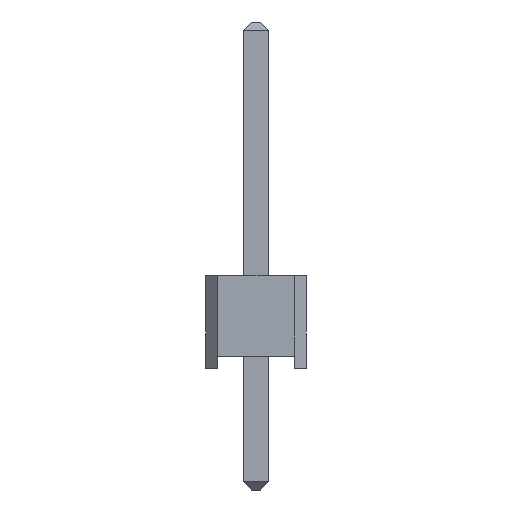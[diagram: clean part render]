
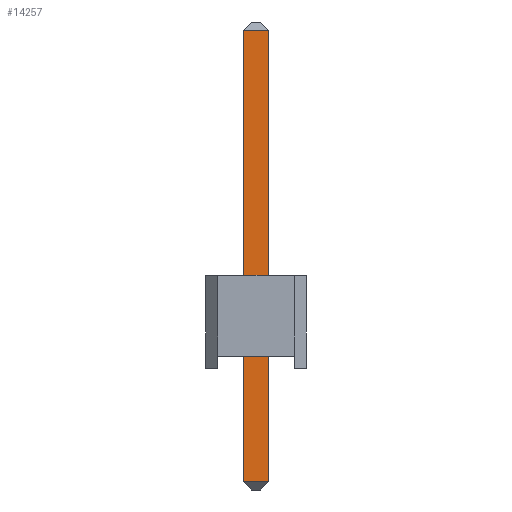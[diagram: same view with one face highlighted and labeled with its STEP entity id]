
A CAD part, left-side view. The second image highlights one B-rep face of the part: STEP entity #14257.
In plain terms, the highlighted planar face has unit normal (-1, 0, 0).
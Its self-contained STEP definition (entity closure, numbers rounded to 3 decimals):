
#13904 = PLANE('',#13905);
#13905 = AXIS2_PLACEMENT_3D('',#13906,#13907,#13908);
#13906 = CARTESIAN_POINT('',(-0.32,0.32,-3.));
#13907 = DIRECTION('',(-0.,1.,0.));
#13908 = DIRECTION('',(0.,0.,1.));
#13929 = VERTEX_POINT('',#13930);
#13930 = CARTESIAN_POINT('',(-0.32,0.32,-2.8));
#13956 = EDGE_CURVE('',#13929,#13957,#13959,.T.);
#13957 = VERTEX_POINT('',#13958);
#13958 = CARTESIAN_POINT('',(-0.32,0.32,8.34));
#13959 = SURFACE_CURVE('',#13960,(#13964,#13971),.PCURVE_S1.);
#13960 = LINE('',#13961,#13962);
#13961 = CARTESIAN_POINT('',(-0.32,0.32,-3.));
#13962 = VECTOR('',#13963,1.);
#13963 = DIRECTION('',(0.,-0.,1.));
#13964 = PCURVE('',#13904,#13965);
#13965 = DEFINITIONAL_REPRESENTATION('',(#13966),#13970);
#13966 = LINE('',#13967,#13968);
#13967 = CARTESIAN_POINT('',(0.,0.));
#13968 = VECTOR('',#13969,1.);
#13969 = DIRECTION('',(1.,0.));
#13970 = ( GEOMETRIC_REPRESENTATION_CONTEXT(2) 
PARAMETRIC_REPRESENTATION_CONTEXT() REPRESENTATION_CONTEXT('2D SPACE',''
  ) );
#13971 = PCURVE('',#13972,#13977);
#13972 = PLANE('',#13973);
#13973 = AXIS2_PLACEMENT_3D('',#13974,#13975,#13976);
#13974 = CARTESIAN_POINT('',(-0.32,-0.32,-3.));
#13975 = DIRECTION('',(-1.,0.,0.));
#13976 = DIRECTION('',(0.,0.,1.));
#13977 = DEFINITIONAL_REPRESENTATION('',(#13978),#13982);
#13978 = LINE('',#13979,#13980);
#13979 = CARTESIAN_POINT('',(0.,0.64));
#13980 = VECTOR('',#13981,1.);
#13981 = DIRECTION('',(1.,0.));
#13982 = ( GEOMETRIC_REPRESENTATION_CONTEXT(2) 
PARAMETRIC_REPRESENTATION_CONTEXT() REPRESENTATION_CONTEXT('2D SPACE',''
  ) );
#14084 = PLANE('',#14085);
#14085 = AXIS2_PLACEMENT_3D('',#14086,#14087,#14088);
#14086 = CARTESIAN_POINT('',(-0.22,-0.32,-2.9));
#14087 = DIRECTION('',(0.707,0.,0.707));
#14088 = DIRECTION('',(0.707,0.,-0.707));
#14117 = PLANE('',#14118);
#14118 = AXIS2_PLACEMENT_3D('',#14119,#14120,#14121);
#14119 = CARTESIAN_POINT('',(0.32,-0.32,-3.));
#14120 = DIRECTION('',(0.,-1.,0.));
#14121 = DIRECTION('',(0.,-0.,-1.));
#14197 = PLANE('',#14198);
#14198 = AXIS2_PLACEMENT_3D('',#14199,#14200,#14201);
#14199 = CARTESIAN_POINT('',(-0.22,-0.32,8.44));
#14200 = DIRECTION('',(-0.707,0.,0.707));
#14201 = DIRECTION('',(0.707,0.,0.707));
#14257 = ADVANCED_FACE('',(#14258),#13972,.T.);
#14258 = FACE_BOUND('',#14259,.T.);
#14259 = EDGE_LOOP('',(#14260,#14261,#14284,#14307));
#14260 = ORIENTED_EDGE('',*,*,#13956,.F.);
#14261 = ORIENTED_EDGE('',*,*,#14262,.T.);
#14262 = EDGE_CURVE('',#13929,#14263,#14265,.T.);
#14263 = VERTEX_POINT('',#14264);
#14264 = CARTESIAN_POINT('',(-0.32,-0.32,-2.8));
#14265 = SURFACE_CURVE('',#14266,(#14270,#14277),.PCURVE_S1.);
#14266 = LINE('',#14267,#14268);
#14267 = CARTESIAN_POINT('',(-0.32,-0.32,-2.8));
#14268 = VECTOR('',#14269,1.);
#14269 = DIRECTION('',(-0.,-1.,0.));
#14270 = PCURVE('',#13972,#14271);
#14271 = DEFINITIONAL_REPRESENTATION('',(#14272),#14276);
#14272 = LINE('',#14273,#14274);
#14273 = CARTESIAN_POINT('',(0.2,0.));
#14274 = VECTOR('',#14275,1.);
#14275 = DIRECTION('',(0.,-1.));
#14276 = ( GEOMETRIC_REPRESENTATION_CONTEXT(2) 
PARAMETRIC_REPRESENTATION_CONTEXT() REPRESENTATION_CONTEXT('2D SPACE',''
  ) );
#14277 = PCURVE('',#14084,#14278);
#14278 = DEFINITIONAL_REPRESENTATION('',(#14279),#14283);
#14279 = LINE('',#14280,#14281);
#14280 = CARTESIAN_POINT('',(-0.141,0.));
#14281 = VECTOR('',#14282,1.);
#14282 = DIRECTION('',(-0.,-1.));
#14283 = ( GEOMETRIC_REPRESENTATION_CONTEXT(2) 
PARAMETRIC_REPRESENTATION_CONTEXT() REPRESENTATION_CONTEXT('2D SPACE',''
  ) );
#14284 = ORIENTED_EDGE('',*,*,#14285,.T.);
#14285 = EDGE_CURVE('',#14263,#14286,#14288,.T.);
#14286 = VERTEX_POINT('',#14287);
#14287 = CARTESIAN_POINT('',(-0.32,-0.32,8.34));
#14288 = SURFACE_CURVE('',#14289,(#14293,#14300),.PCURVE_S1.);
#14289 = LINE('',#14290,#14291);
#14290 = CARTESIAN_POINT('',(-0.32,-0.32,-3.));
#14291 = VECTOR('',#14292,1.);
#14292 = DIRECTION('',(0.,0.,1.));
#14293 = PCURVE('',#13972,#14294);
#14294 = DEFINITIONAL_REPRESENTATION('',(#14295),#14299);
#14295 = LINE('',#14296,#14297);
#14296 = CARTESIAN_POINT('',(0.,0.));
#14297 = VECTOR('',#14298,1.);
#14298 = DIRECTION('',(1.,0.));
#14299 = ( GEOMETRIC_REPRESENTATION_CONTEXT(2) 
PARAMETRIC_REPRESENTATION_CONTEXT() REPRESENTATION_CONTEXT('2D SPACE',''
  ) );
#14300 = PCURVE('',#14117,#14301);
#14301 = DEFINITIONAL_REPRESENTATION('',(#14302),#14306);
#14302 = LINE('',#14303,#14304);
#14303 = CARTESIAN_POINT('',(-0.,-0.64));
#14304 = VECTOR('',#14305,1.);
#14305 = DIRECTION('',(-1.,0.));
#14306 = ( GEOMETRIC_REPRESENTATION_CONTEXT(2) 
PARAMETRIC_REPRESENTATION_CONTEXT() REPRESENTATION_CONTEXT('2D SPACE',''
  ) );
#14307 = ORIENTED_EDGE('',*,*,#14308,.T.);
#14308 = EDGE_CURVE('',#14286,#13957,#14309,.T.);
#14309 = SURFACE_CURVE('',#14310,(#14314,#14321),.PCURVE_S1.);
#14310 = LINE('',#14311,#14312);
#14311 = CARTESIAN_POINT('',(-0.32,-0.32,8.34));
#14312 = VECTOR('',#14313,1.);
#14313 = DIRECTION('',(0.,1.,-0.));
#14314 = PCURVE('',#13972,#14315);
#14315 = DEFINITIONAL_REPRESENTATION('',(#14316),#14320);
#14316 = LINE('',#14317,#14318);
#14317 = CARTESIAN_POINT('',(11.34,0.));
#14318 = VECTOR('',#14319,1.);
#14319 = DIRECTION('',(0.,1.));
#14320 = ( GEOMETRIC_REPRESENTATION_CONTEXT(2) 
PARAMETRIC_REPRESENTATION_CONTEXT() REPRESENTATION_CONTEXT('2D SPACE',''
  ) );
#14321 = PCURVE('',#14197,#14322);
#14322 = DEFINITIONAL_REPRESENTATION('',(#14323),#14327);
#14323 = LINE('',#14324,#14325);
#14324 = CARTESIAN_POINT('',(-0.141,0.));
#14325 = VECTOR('',#14326,1.);
#14326 = DIRECTION('',(0.,1.));
#14327 = ( GEOMETRIC_REPRESENTATION_CONTEXT(2) 
PARAMETRIC_REPRESENTATION_CONTEXT() REPRESENTATION_CONTEXT('2D SPACE',''
  ) );
